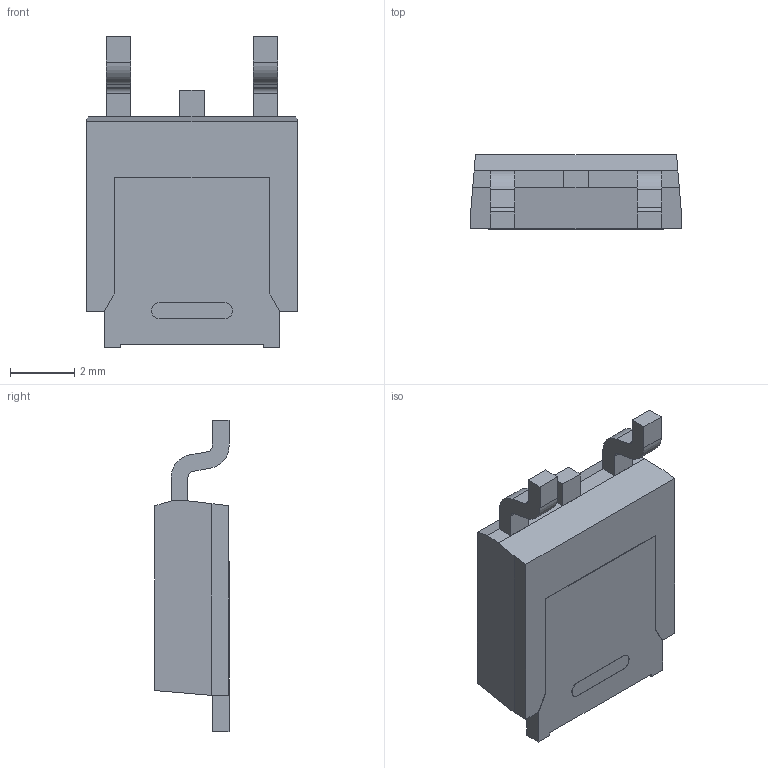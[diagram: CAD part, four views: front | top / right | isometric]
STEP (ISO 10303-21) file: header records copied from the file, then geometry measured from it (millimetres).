
FILE_DESCRIPTION(('CAx-IF Rec.Pracs.---Model Styling and Organization---1.5---2016-08-15','CAx-IF Rec.Pracs.---Geometric and Assembly Validation Properties---4.4---2016-08-17','CAx-IF Rec.Pracs.---User Defined Attributes---1.5---2016-08-15','CAx-IF Rec.Pracs.---External References---2.1---2005-01-19'),'2;1');
FILE_NAME('12138300.step','2023-03-15T00:25:27',('Unspecified'),('Unspecified'),'CAD Exchanger 3.8.1 (cadexchanger.com)','Unspecified','');
FILE_SCHEMA(('AUTOMOTIVE_DESIGN { 1 0 10303 214 1 1 1 1 }'));
Length unit declared in the file: millimetre
Products named in the file (1): L78M05ABDT-TR
Bounding box: 6.54 x 2.3 x 9.67 mm (x, y, z)
Volume: 93.3 mm3; surface area: 163.3 mm2
Topology: 1 solids, 1 shells, 69 faces, 185 edges, 122 vertices
Faces by surface type: plane 57, cylinder 12
Entity records: 2694 total; most frequent: CARTESIAN_POINT 377, ORIENTED_EDGE 370, DIRECTION 349, EDGE_CURVE 185, LINE 161, VECTOR 161, VERTEX_POINT 122, AXIS2_PLACEMENT_3D 94
